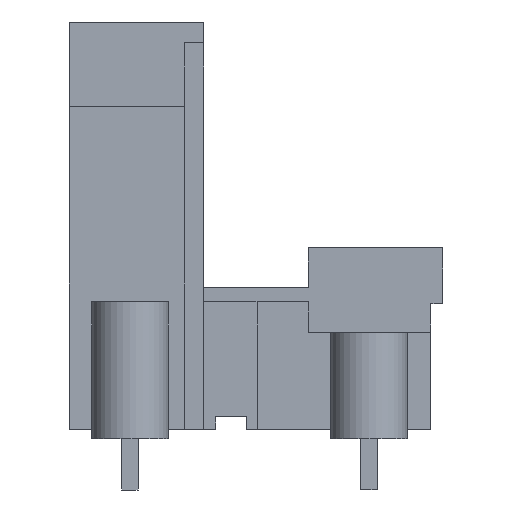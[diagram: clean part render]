
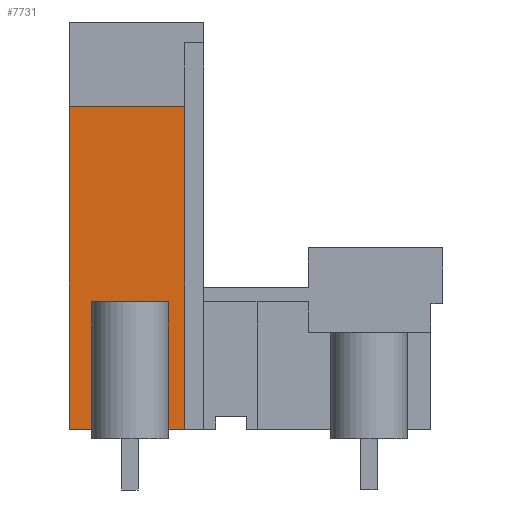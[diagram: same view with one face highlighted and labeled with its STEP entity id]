
A CAD part, left-side view. The second image highlights one B-rep face of the part: STEP entity #7731.
In plain terms, the highlighted planar face has unit normal (-1, 0, 0).
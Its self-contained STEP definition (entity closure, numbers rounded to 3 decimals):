
#7686=AXIS2_PLACEMENT_3D('Plane Axis2P3D',#7683,#7684,#7685) ;
#2043=CARTESIAN_POINT('Line Origine',(3.761,23.43,13.93)) ;
#2047=CARTESIAN_POINT('Vertex',(3.761,23.43,3.8)) ;
#2049=CARTESIAN_POINT('Vertex',(3.761,23.43,24.06)) ;
#2296=CARTESIAN_POINT('Line Origine',(3.761,19.815,24.06)) ;
#2300=CARTESIAN_POINT('Vertex',(3.76,16.2,24.06)) ;
#2335=CARTESIAN_POINT('Line Origine',(3.76,16.2,13.93)) ;
#2339=CARTESIAN_POINT('Vertex',(3.76,16.2,3.8)) ;
#7683=CARTESIAN_POINT('Axis2P3D Location',(3.761,23.43,3.2)) ;
#7688=CARTESIAN_POINT('Line Origine',(3.761,22.73,3.8)) ;
#7692=CARTESIAN_POINT('Vertex',(3.761,22.03,3.8)) ;
#7695=CARTESIAN_POINT('Line Origine',(3.761,22.03,7.8)) ;
#7699=CARTESIAN_POINT('Vertex',(3.761,22.03,11.8)) ;
#7702=CARTESIAN_POINT('Line Origine',(3.761,19.63,11.8)) ;
#7706=CARTESIAN_POINT('Vertex',(3.761,17.23,11.8)) ;
#7709=CARTESIAN_POINT('Line Origine',(3.761,17.23,7.8)) ;
#7713=CARTESIAN_POINT('Vertex',(3.761,17.23,3.8)) ;
#7716=CARTESIAN_POINT('Line Origine',(3.761,16.715,3.8)) ;
#2044=DIRECTION('Vector Direction',(0.,0.,1.)) ;
#2297=DIRECTION('Vector Direction',(0.,-1.,0.)) ;
#2336=DIRECTION('Vector Direction',(0.,0.,1.)) ;
#7684=DIRECTION('Axis2P3D Direction',(-1.,0.,0.)) ;
#7685=DIRECTION('Axis2P3D XDirection',(0.,-1.,0.)) ;
#7689=DIRECTION('Vector Direction',(0.,-1.,0.)) ;
#7696=DIRECTION('Vector Direction',(0.,0.,1.)) ;
#7703=DIRECTION('Vector Direction',(0.,-1.,0.)) ;
#7710=DIRECTION('Vector Direction',(0.,0.,1.)) ;
#7717=DIRECTION('Vector Direction',(0.,-1.,0.)) ;
#2045=VECTOR('Line Direction',#2044,1.) ;
#2298=VECTOR('Line Direction',#2297,1.) ;
#2337=VECTOR('Line Direction',#2336,1.) ;
#7690=VECTOR('Line Direction',#7689,1.) ;
#7697=VECTOR('Line Direction',#7696,1.) ;
#7704=VECTOR('Line Direction',#7703,1.) ;
#7711=VECTOR('Line Direction',#7710,1.) ;
#7718=VECTOR('Line Direction',#7717,1.) ;
#7722=ORIENTED_EDGE('',*,*,#2341,.T.) ;
#7723=ORIENTED_EDGE('',*,*,#2302,.F.) ;
#7724=ORIENTED_EDGE('',*,*,#2051,.F.) ;
#7725=ORIENTED_EDGE('',*,*,#7694,.T.) ;
#7726=ORIENTED_EDGE('',*,*,#7701,.T.) ;
#7727=ORIENTED_EDGE('',*,*,#7708,.T.) ;
#7728=ORIENTED_EDGE('',*,*,#7715,.F.) ;
#7729=ORIENTED_EDGE('',*,*,#7720,.T.) ;
#7731=ADVANCED_FACE('HOUSING',(#7730),#7687,.T.) ;
#2051=EDGE_CURVE('',#2048,#2050,#2046,.T.) ;
#2302=EDGE_CURVE('',#2050,#2301,#2299,.T.) ;
#2341=EDGE_CURVE('',#2340,#2301,#2338,.T.) ;
#7694=EDGE_CURVE('',#2048,#7693,#7691,.T.) ;
#7701=EDGE_CURVE('',#7693,#7700,#7698,.T.) ;
#7708=EDGE_CURVE('',#7700,#7707,#7705,.T.) ;
#7715=EDGE_CURVE('',#7714,#7707,#7712,.T.) ;
#7720=EDGE_CURVE('',#7714,#2340,#7719,.T.) ;
#7721=EDGE_LOOP('',(#7722,#7723,#7724,#7725,#7726,#7727,#7728,#7729)) ;
#7730=FACE_OUTER_BOUND('',#7721,.T.) ;
#2046=LINE('Line',#2043,#2045) ;
#2299=LINE('Line',#2296,#2298) ;
#2338=LINE('Line',#2335,#2337) ;
#7691=LINE('Line',#7688,#7690) ;
#7698=LINE('Line',#7695,#7697) ;
#7705=LINE('Line',#7702,#7704) ;
#7712=LINE('Line',#7709,#7711) ;
#7719=LINE('Line',#7716,#7718) ;
#7687=PLANE('',#7686) ;
#2048=VERTEX_POINT('',#2047) ;
#2050=VERTEX_POINT('',#2049) ;
#2301=VERTEX_POINT('',#2300) ;
#2340=VERTEX_POINT('',#2339) ;
#7693=VERTEX_POINT('',#7692) ;
#7700=VERTEX_POINT('',#7699) ;
#7707=VERTEX_POINT('',#7706) ;
#7714=VERTEX_POINT('',#7713) ;
